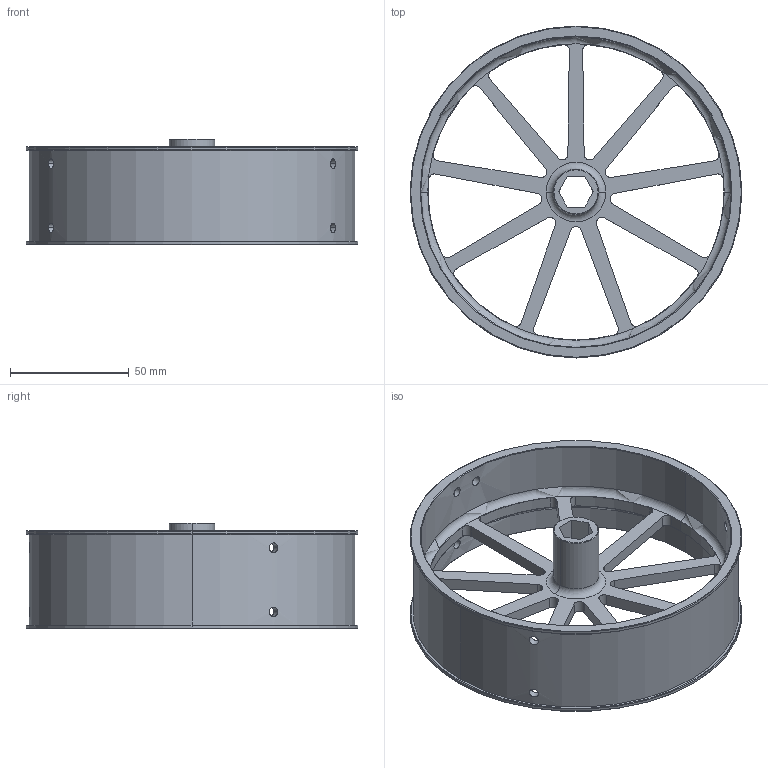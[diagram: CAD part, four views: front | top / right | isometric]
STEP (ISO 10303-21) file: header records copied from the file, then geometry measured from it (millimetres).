
FILE_DESCRIPTION (( 'STEP AP203' ), '1' );
FILE_NAME ('WCP-0213.STEP', '2021-04-05T23:58:51', ( '' ), ( '' ), 'SwSTEP 2.0', 'SolidWorks 2020', '' );
FILE_SCHEMA (( 'CONFIG_CONTROL_DESIGN' ));
Length unit declared in the file: inch
Products named in the file (1): WCP-0213
Bounding box: 139.7 x 139.7 x 44.45 mm (x, y, z)
Volume: 84626 mm3; surface area: 54232.2 mm2
Topology: 1 solids, 1 shells, 124 faces, 331 edges, 214 vertices
Faces by surface type: cylinder 73, plane 31, cone 14, torus 6
Entity records: 4910 total; most frequent: CARTESIAN_POINT 1598, DIRECTION 689, ORIENTED_EDGE 662, EDGE_CURVE 331, AXIS2_PLACEMENT_3D 265, VERTEX_POINT 214, EDGE_LOOP 165, LINE 159
